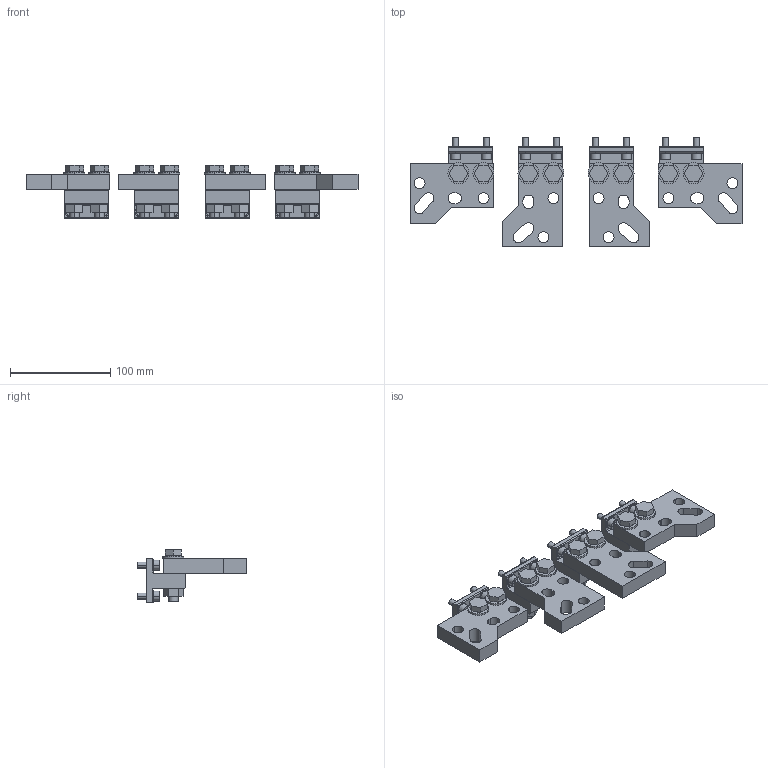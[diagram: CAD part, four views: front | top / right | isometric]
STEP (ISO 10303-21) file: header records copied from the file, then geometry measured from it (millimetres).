
FILE_DESCRIPTION(('CATIA V5 STEP'),'2;1');
FILE_NAME('1SDH001252R0080_1PA_001_00_E1.2_IV_W_TERMINALS_SHR_UPPER.stp','2014-03-07T07:17:57+00:00',('none'),('none'),'CATIA Version 5 Release 20 SP 1 (IN-10)','CATIA V5 STEP AP214','none');
FILE_SCHEMA(('AUTOMOTIVE_DESIGN { 1 0 10303 214 1 1 1 1 }'));
Length unit declared in the file: millimetre
Products named in the file (1): 1SDH001252R0080_1PA_001_00_E1.2_IV_W_TERMINALS_SHR_UPPER
Bounding box: 332 x 109.5 x 53.08 mm (x, y, z)
Volume: 394261.2 mm3; surface area: 142636.1 mm2
Topology: 64 solids, 64 shells, 776 faces, 1800 edges, 1200 vertices
Faces by surface type: plane 440, cylinder 336
Entity records: 20387 total; most frequent: ORIENTED_EDGE 3600, CARTESIAN_POINT 3410, DIRECTION 2618, EDGE_CURVE 1800, VERTEX_POINT 1200, VECTOR 1128, LINE 1128, AXIS2_PLACEMENT_3D 1082
